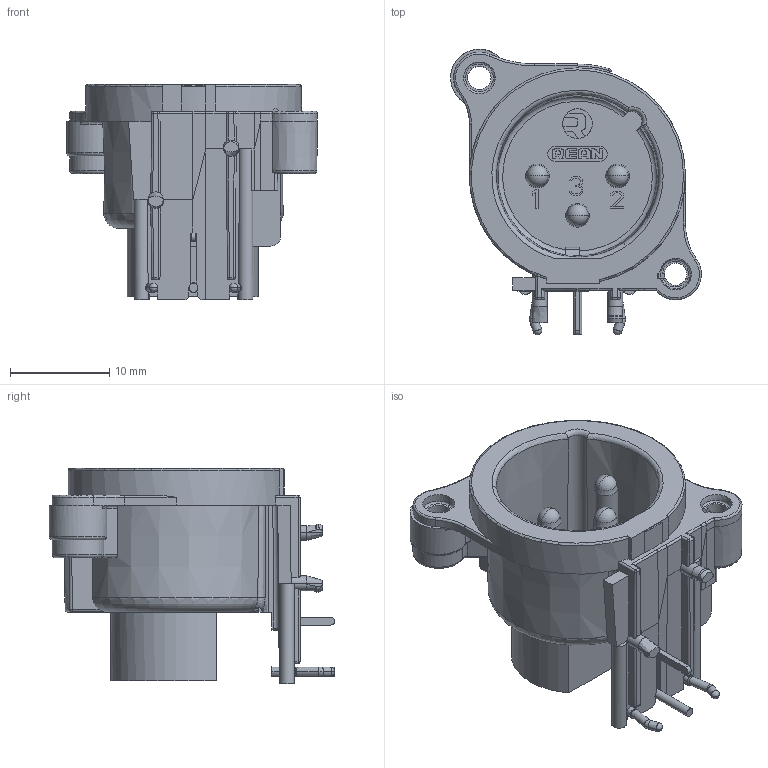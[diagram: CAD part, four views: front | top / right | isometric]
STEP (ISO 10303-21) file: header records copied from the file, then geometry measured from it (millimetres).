
FILE_DESCRIPTION((''),'2;1');
FILE_NAME('RRX3M-AA-001','2024-04-29T09:20:02',('summer.xia'),(''),'CREO PARAMETRIC BY PTC INC, 2023424','CREO PARAMETRIC BY PTC INC, 2023424','');
FILE_SCHEMA(('CONFIG_CONTROL_DESIGN'));
Length unit declared in the file: millimetre
Products named in the file (1): RRX3M-AA-001
Bounding box: 25.3 x 28.8 x 21.7 mm (x, y, z)
Volume: 3306.3 mm3; surface area: 3877.7 mm2
Topology: 2 solids, 2 shells, 528 faces, 1486 edges, 970 vertices
Faces by surface type: plane 290, cylinder 117, torus 35, bspline 23, cone 22, extrusion 21, sphere 20
Entity records: 18610 total; most frequent: CARTESIAN_POINT 5404, ORIENTED_EDGE 2910, DIRECTION 2501, EDGE_CURVE 1455, VERTEX_POINT 948, VECTOR 897, LINE 876, AXIS2_PLACEMENT_3D 802
